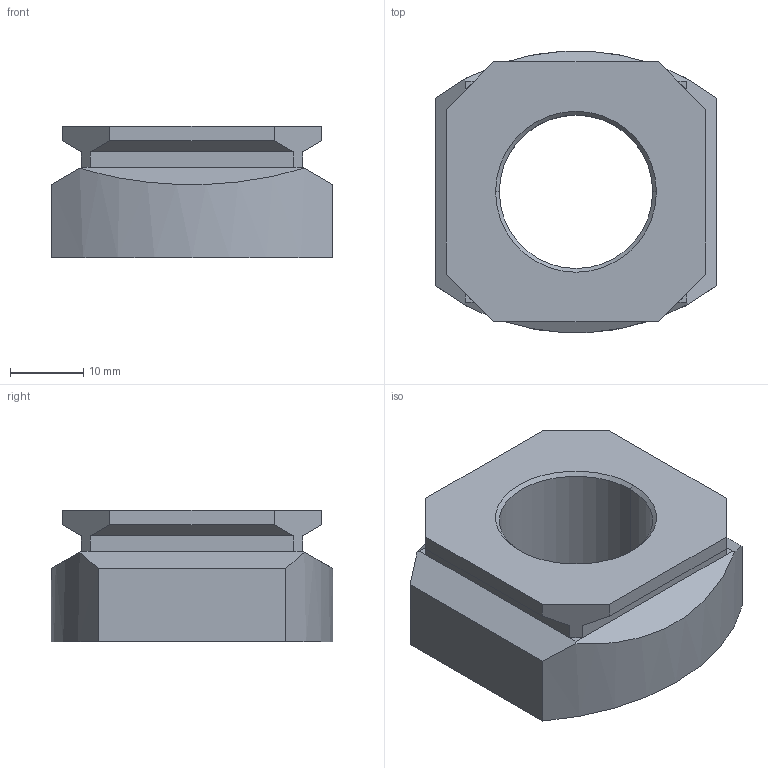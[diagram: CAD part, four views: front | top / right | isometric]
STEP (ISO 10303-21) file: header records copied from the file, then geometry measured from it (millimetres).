
FILE_DESCRIPTION (( 'STEP AP214' ), '1' );
FILE_NAME ('Norgren-4315-11.STEP', '2020-12-04T16:37:11', ( '' ), ( '' ), 'SwSTEP 2.0', 'SolidWorks 2020', '' );
FILE_SCHEMA (( 'AUTOMOTIVE_DESIGN' ));
Length unit declared in the file: millimetre
Products named in the file (2): Norgren-4315-11; 4315_11
Assembly tree (1 placements, depth 2):
  Norgren-4315-11
    4315_11
Bounding box: 38.5 x 38.5 x 18 mm (x, y, z)
Volume: 15587.5 mm3; surface area: 5683.2 mm2
Topology: 1 solids, 1 shells, 36 faces, 90 edges, 56 vertices
Faces by surface type: plane 28, cone 4, cylinder 4
Entity records: 1514 total; most frequent: CARTESIAN_POINT 204, ORIENTED_EDGE 180, DIRECTION 174, EDGE_CURVE 90, VECTOR 74, LINE 74, VERTEX_POINT 56, AXIS2_PLACEMENT_3D 50
